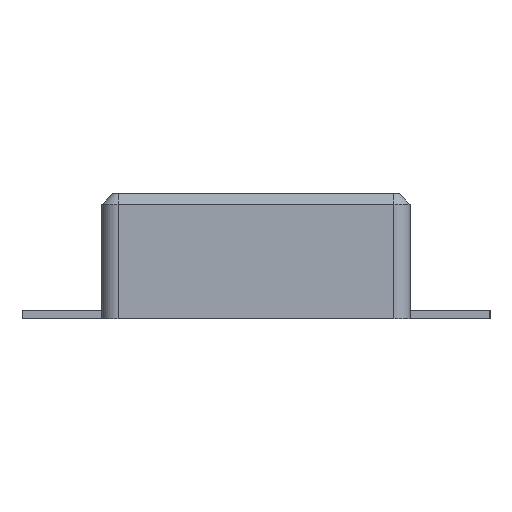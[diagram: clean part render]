
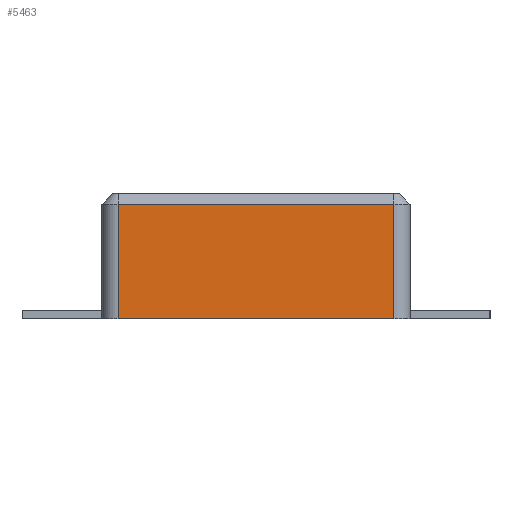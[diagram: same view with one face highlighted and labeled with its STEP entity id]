
A CAD part, left-side view. The second image highlights one B-rep face of the part: STEP entity #5463.
In plain terms, the highlighted planar face has unit normal (-1, 0, 0).
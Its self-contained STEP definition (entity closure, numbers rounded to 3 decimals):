
#3829 = VERTEX_POINT('',#3830);
#3830 = CARTESIAN_POINT('',(-6.475,1.265,0.));
#3837 = EDGE_CURVE('',#3829,#3838,#3840,.T.);
#3838 = VERTEX_POINT('',#3839);
#3839 = CARTESIAN_POINT('',(-6.475,1.265,1.05));
#3840 = LINE('',#3841,#3842);
#3841 = CARTESIAN_POINT('',(-6.475,1.265,0.));
#3842 = VECTOR('',#3843,1.);
#3843 = DIRECTION('',(0.,0.,1.));
#3863 = VERTEX_POINT('',#3864);
#3864 = CARTESIAN_POINT('',(-6.475,-1.265,0.));
#3871 = EDGE_CURVE('',#3829,#3863,#3872,.T.);
#3872 = LINE('',#3873,#3874);
#3873 = CARTESIAN_POINT('',(-6.475,1.415,0.));
#3874 = VECTOR('',#3875,1.);
#3875 = DIRECTION('',(0.,-1.,0.));
#5463 = ADVANCED_FACE('',(#5464),#5482,.F.);
#5464 = FACE_BOUND('',#5465,.F.);
#5465 = EDGE_LOOP('',(#5466,#5467,#5475,#5481));
#5466 = ORIENTED_EDGE('',*,*,#3837,.T.);
#5467 = ORIENTED_EDGE('',*,*,#5468,.T.);
#5468 = EDGE_CURVE('',#3838,#5469,#5471,.T.);
#5469 = VERTEX_POINT('',#5470);
#5470 = CARTESIAN_POINT('',(-6.475,-1.265,1.05));
#5471 = LINE('',#5472,#5473);
#5472 = CARTESIAN_POINT('',(-6.475,1.265,1.05));
#5473 = VECTOR('',#5474,1.);
#5474 = DIRECTION('',(0.,-1.,0.));
#5475 = ORIENTED_EDGE('',*,*,#5476,.F.);
#5476 = EDGE_CURVE('',#3863,#5469,#5477,.T.);
#5477 = LINE('',#5478,#5479);
#5478 = CARTESIAN_POINT('',(-6.475,-1.265,0.));
#5479 = VECTOR('',#5480,1.);
#5480 = DIRECTION('',(0.,0.,1.));
#5481 = ORIENTED_EDGE('',*,*,#3871,.F.);
#5482 = PLANE('',#5483);
#5483 = AXIS2_PLACEMENT_3D('',#5484,#5485,#5486);
#5484 = CARTESIAN_POINT('',(-6.475,1.415,0.));
#5485 = DIRECTION('',(1.,0.,0.));
#5486 = DIRECTION('',(0.,-1.,0.));
